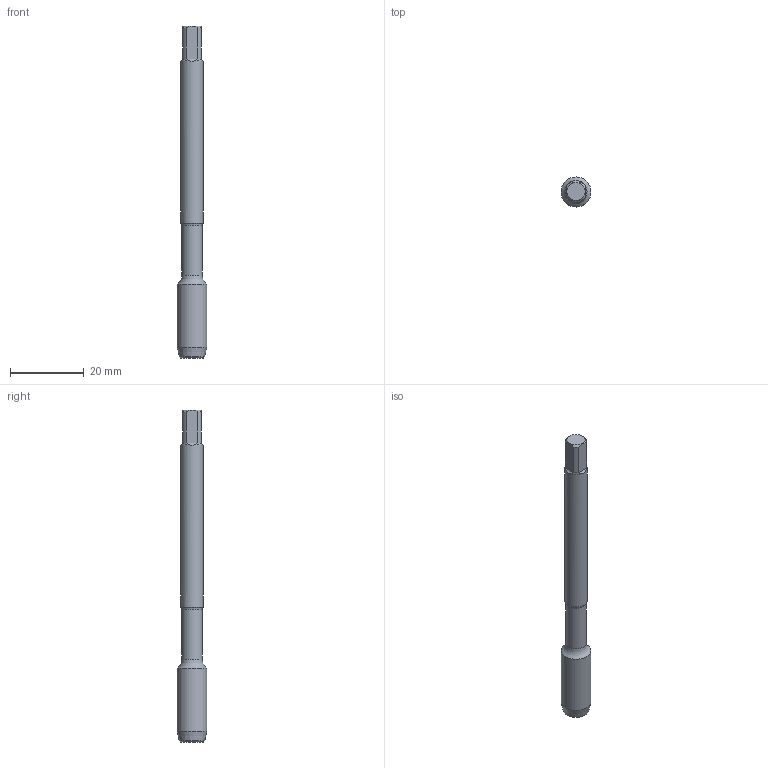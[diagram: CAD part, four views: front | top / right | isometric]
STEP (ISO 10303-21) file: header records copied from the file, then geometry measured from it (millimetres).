
FILE_DESCRIPTION(/* description */ (''),/* implementation_level */ '2;1');
FILE_NAME(/* name */ 'T35A-R15S02C05-8X1-65R-H_Basic.stp',/* time_stamp */ '2024-03-08T10:39:06+01:00',/* author */ (''),/* organization */ (''),/* preprocessor_version */ 'ST-DEVELOPER v18.102',/* originating_system */ 'SIEMENS PLM Software NX2206.8101',/* authorisation */ '');
FILE_SCHEMA (('AUTOMOTIVE_DESIGN { 1 0 10303 214 3 1 1 1 }'));
Length unit declared in the file: millimetre
Products named in the file (1): T35A-R15S02C05-8X1-65R-H_Basic_objects
Bounding box: 8.13 x 8.13 x 90 mm (x, y, z)
Volume: 2884.3 mm3; surface area: 1964.2 mm2
Topology: 2 solids, 2 shells, 31 faces, 67 edges, 44 vertices
Faces by surface type: plane 12, cylinder 7, torus 6, cone 6
Full cylindrical faces by diameter (mm): 5.5 x1, 6 x1, 8.13 x1
Entity records: 908 total; most frequent: CARTESIAN_POINT 210, DIRECTION 138, ORIENTED_EDGE 112, AXIS2_PLACEMENT_3D 63, EDGE_CURVE 56, EDGE_LOOP 38, VERTEX_POINT 36, ADVANCED_FACE 31
